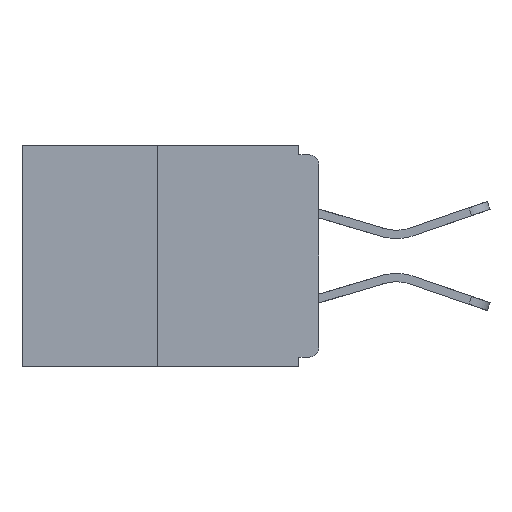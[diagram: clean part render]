
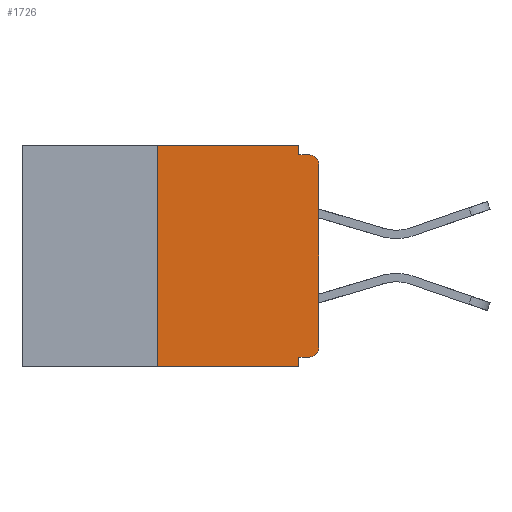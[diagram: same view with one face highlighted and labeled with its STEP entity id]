
A CAD part, left-side view. The second image highlights one B-rep face of the part: STEP entity #1726.
In plain terms, the highlighted planar face has unit normal (-1, 0, 0).
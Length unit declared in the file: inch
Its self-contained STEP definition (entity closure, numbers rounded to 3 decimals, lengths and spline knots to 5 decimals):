
#25 = CARTESIAN_POINT ( 'NONE',  ( 0., 0.031, 0. ) ) ;
#132 = VERTEX_POINT ( 'NONE', #12448 ) ;
#368 = VERTEX_POINT ( 'NONE', #6037 ) ;
#925 = AXIS2_PLACEMENT_3D ( 'NONE', #30492, #6126, #25245 ) ;
#1037 = ORIENTED_EDGE ( 'NONE', *, *, #15309, .T. ) ;
#1184 = ORIENTED_EDGE ( 'NONE', *, *, #16736, .F. ) ;
#1394 = PLANE ( 'NONE',  #925 ) ;
#1665 = DIRECTION ( 'NONE',  ( 0., 0., -1. ) ) ;
#1704 = LINE ( 'NONE', #20730, #26507 ) ;
#1719 = ORIENTED_EDGE ( 'NONE', *, *, #8289, .F. ) ;
#1726 = ADVANCED_FACE ( 'NONE', ( #14760 ), #1394, .F. ) ;
#2424 = CIRCLE ( 'NONE', #6314, 0.015 ) ;
#2902 = ORIENTED_EDGE ( 'NONE', *, *, #26829, .F. ) ;
#3361 = VERTEX_POINT ( 'NONE', #30000 ) ;
#3756 = CARTESIAN_POINT ( 'NONE',  ( 0., 0.015, -0.313 ) ) ;
#4836 = DIRECTION ( 'NONE',  ( 0., -1., 0. ) ) ;
#4862 = CIRCLE ( 'NONE', #13910, 0.015 ) ;
#4984 = CARTESIAN_POINT ( 'NONE',  ( 0., 0.031, -0.343 ) ) ;
#5279 = VERTEX_POINT ( 'NONE', #10481 ) ;
#5527 = VERTEX_POINT ( 'NONE', #4984 ) ;
#5695 = EDGE_CURVE ( 'NONE', #25981, #5527, #9373, .T. ) ;
#5867 = VERTEX_POINT ( 'NONE', #25 ) ;
#6037 = CARTESIAN_POINT ( 'NONE',  ( 0., 0.031, -0.015 ) ) ;
#6126 = DIRECTION ( 'NONE',  ( 1., 0., 0. ) ) ;
#6297 = DIRECTION ( 'NONE',  ( 0., -1., 0. ) ) ;
#6314 = AXIS2_PLACEMENT_3D ( 'NONE', #23957, #11870, #26585 ) ;
#6612 = DIRECTION ( 'NONE',  ( 0., 0., 1. ) ) ;
#7335 = EDGE_CURVE ( 'NONE', #368, #23658, #12257, .T. ) ;
#8289 = EDGE_CURVE ( 'NONE', #13729, #23369, #1704, .T. ) ;
#9373 = LINE ( 'NONE', #15359, #15757 ) ;
#9986 = VECTOR ( 'NONE', #30547, 39.37008 ) ;
#10481 = CARTESIAN_POINT ( 'NONE',  ( 0., 0., -0.03 ) ) ;
#10536 = DIRECTION ( 'NONE',  ( 0., 0., -1. ) ) ;
#11870 = DIRECTION ( 'NONE',  ( -1., 0., 0. ) ) ;
#12088 = LINE ( 'NONE', #18402, #24887 ) ;
#12257 = LINE ( 'NONE', #30349, #9986 ) ;
#12448 = CARTESIAN_POINT ( 'NONE',  ( 0., 0., -0.313 ) ) ;
#13550 = CARTESIAN_POINT ( 'NONE',  ( 0., 0.031, -0.328 ) ) ;
#13729 = VERTEX_POINT ( 'NONE', #16682 ) ;
#13910 = AXIS2_PLACEMENT_3D ( 'NONE', #3756, #25607, #1665 ) ;
#14760 = FACE_OUTER_BOUND ( 'NONE', #20772, .T. ) ;
#14966 = VECTOR ( 'NONE', #10536, 39.37008 ) ;
#15309 = EDGE_CURVE ( 'NONE', #13729, #5527, #31020, .T. ) ;
#15357 = LINE ( 'NONE', #17069, #14966 ) ;
#15359 = CARTESIAN_POINT ( 'NONE',  ( 0., 0.031, -0.343 ) ) ;
#15709 = LINE ( 'NONE', #27056, #30024 ) ;
#15733 = CARTESIAN_POINT ( 'NONE',  ( 0., 0.25, 0. ) ) ;
#15757 = VECTOR ( 'NONE', #29496, 39.37008 ) ;
#15931 = EDGE_CURVE ( 'NONE', #5279, #23658, #2424, .T. ) ;
#16288 = ORIENTED_EDGE ( 'NONE', *, *, #19753, .F. ) ;
#16682 = CARTESIAN_POINT ( 'NONE',  ( 0., 0.25, -0.343 ) ) ;
#16736 = EDGE_CURVE ( 'NONE', #5867, #368, #15357, .T. ) ;
#17069 = CARTESIAN_POINT ( 'NONE',  ( 0., 0.031, 0. ) ) ;
#17614 = VECTOR ( 'NONE', #17874, 39.37008 ) ;
#17874 = DIRECTION ( 'NONE',  ( 0., 1., 0. ) ) ;
#18402 = CARTESIAN_POINT ( 'NONE',  ( 0., 0.46, 0. ) ) ;
#18761 = LINE ( 'NONE', #25007, #17614 ) ;
#19529 = DIRECTION ( 'NONE',  ( 0., 0., 1. ) ) ;
#19753 = EDGE_CURVE ( 'NONE', #23369, #5867, #12088, .T. ) ;
#20730 = CARTESIAN_POINT ( 'NONE',  ( 0., 0.25, 0. ) ) ;
#20772 = EDGE_LOOP ( 'NONE', ( #16288, #1719, #1037, #26040, #2902, #21948, #30306, #23523, #24089, #1184 ) ) ;
#21948 = ORIENTED_EDGE ( 'NONE', *, *, #25835, .T. ) ;
#23369 = VERTEX_POINT ( 'NONE', #15733 ) ;
#23523 = ORIENTED_EDGE ( 'NONE', *, *, #15931, .T. ) ;
#23658 = VERTEX_POINT ( 'NONE', #24519 ) ;
#23957 = CARTESIAN_POINT ( 'NONE',  ( 0., 0.015, -0.03 ) ) ;
#24089 = ORIENTED_EDGE ( 'NONE', *, *, #7335, .F. ) ;
#24519 = CARTESIAN_POINT ( 'NONE',  ( 0., 0.015, -0.015 ) ) ;
#24887 = VECTOR ( 'NONE', #6297, 39.37008 ) ;
#25007 = CARTESIAN_POINT ( 'NONE',  ( 0., 0., -0.328 ) ) ;
#25245 = DIRECTION ( 'NONE',  ( 0., 0., -1. ) ) ;
#25607 = DIRECTION ( 'NONE',  ( -1., 0., 0. ) ) ;
#25835 = EDGE_CURVE ( 'NONE', #3361, #132, #4862, .T. ) ;
#25981 = VERTEX_POINT ( 'NONE', #13550 ) ;
#26040 = ORIENTED_EDGE ( 'NONE', *, *, #5695, .F. ) ;
#26504 = EDGE_CURVE ( 'NONE', #132, #5279, #15709, .T. ) ;
#26507 = VECTOR ( 'NONE', #6612, 39.37008 ) ;
#26537 = VECTOR ( 'NONE', #4836, 39.37008 ) ;
#26585 = DIRECTION ( 'NONE',  ( 0., 0., -1. ) ) ;
#26692 = CARTESIAN_POINT ( 'NONE',  ( 0., 0.46, -0.343 ) ) ;
#26829 = EDGE_CURVE ( 'NONE', #3361, #25981, #18761, .T. ) ;
#27056 = CARTESIAN_POINT ( 'NONE',  ( 0., 0., 0. ) ) ;
#29496 = DIRECTION ( 'NONE',  ( 0., 0., -1. ) ) ;
#30000 = CARTESIAN_POINT ( 'NONE',  ( 0., 0.015, -0.328 ) ) ;
#30024 = VECTOR ( 'NONE', #19529, 39.37008 ) ;
#30306 = ORIENTED_EDGE ( 'NONE', *, *, #26504, .T. ) ;
#30349 = CARTESIAN_POINT ( 'NONE',  ( 0., 0., -0.015 ) ) ;
#30492 = CARTESIAN_POINT ( 'NONE',  ( 0., 0.46, 0. ) ) ;
#30547 = DIRECTION ( 'NONE',  ( 0., -1., 0. ) ) ;
#31020 = LINE ( 'NONE', #26692, #26537 ) ;
